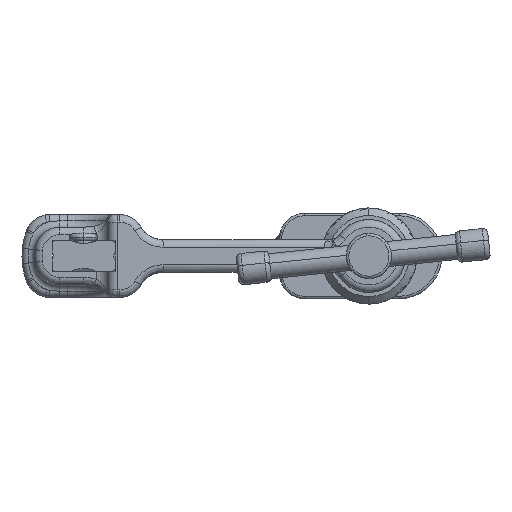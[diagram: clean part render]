
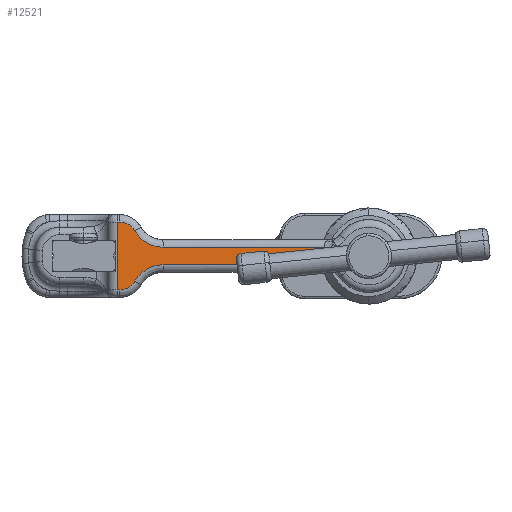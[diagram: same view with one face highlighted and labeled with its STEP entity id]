
A CAD part, front view. The second image highlights one B-rep face of the part: STEP entity #12521.
In plain terms, the highlighted planar face has unit normal (0.044, -0.999, 0).
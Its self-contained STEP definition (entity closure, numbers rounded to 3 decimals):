
#459 = VERTEX_POINT ( 'NONE', #15319 ) ;
#652 = VERTEX_POINT ( 'NONE', #22430 ) ;
#763 = VERTEX_POINT ( 'NONE', #9458 ) ;
#1099 = CARTESIAN_POINT ( 'NONE',  ( 95.472, -20.725, -3.5 ) ) ;
#1387 = CARTESIAN_POINT ( 'NONE',  ( 22.754, -23.956, 5.879 ) ) ;
#1915 = CARTESIAN_POINT ( 'NONE',  ( 14.313, -24.331, 13.5 ) ) ;
#2343 = AXIS2_PLACEMENT_3D ( 'NONE', #18360, #11853, #11677 ) ;
#2698 = VERTEX_POINT ( 'NONE', #7258 ) ;
#3024 = FACE_OUTER_BOUND ( 'NONE', #12666, .T. ) ;
#3179 = CARTESIAN_POINT ( 'NONE',  ( 95.037, -20.744, 0. ) ) ;
#3607 = CARTESIAN_POINT ( 'NONE',  ( 14.313, -24.331, -13.5 ) ) ;
#3662 = ORIENTED_EDGE ( 'NONE', *, *, #24516, .T. ) ;
#4115 = CARTESIAN_POINT ( 'NONE',  ( 20.375, -24.061, -10. ) ) ;
#4429 = ORIENTED_EDGE ( 'NONE', *, *, #10236, .T. ) ;
#4736 = ORIENTED_EDGE ( 'NONE', *, *, #17077, .T. ) ;
#6457 = VECTOR ( 'NONE', #9161, 1000. ) ;
#6830 = VERTEX_POINT ( 'NONE', #20911 ) ;
#6918 = CARTESIAN_POINT ( 'NONE',  ( 22.754, -23.956, -5.879 ) ) ;
#7258 = CARTESIAN_POINT ( 'NONE',  ( 31.633, -23.561, -3.5 ) ) ;
#7334 = PLANE ( 'NONE',  #2343 ) ;
#8146 = CARTESIAN_POINT ( 'NONE',  ( 19.094, -24.118, 12.219 ) ) ;
#8467 =( BOUNDED_CURVE ( )  B_SPLINE_CURVE ( 3, ( #27145, #23216, #1387, #22931 ),
 .UNSPECIFIED., .F., .F. ) 
 B_SPLINE_CURVE_WITH_KNOTS ( ( 4, 4 ),
 ( 1.571, 2.618 ),
 .UNSPECIFIED. ) 
 CURVE ( )  GEOMETRIC_REPRESENTATION_ITEM ( )  RATIONAL_B_SPLINE_CURVE ( ( 1., 0.911, 0.911, 1. ) ) 
 REPRESENTATION_ITEM ( '' )  );
#9058 = EDGE_CURVE ( 'NONE', #21609, #12426, #11760, .T. ) ;
#9124 = VERTEX_POINT ( 'NONE', #23437 ) ;
#9161 = DIRECTION ( 'NONE',  ( 0., 0., -1. ) ) ;
#9458 = CARTESIAN_POINT ( 'NONE',  ( 20.375, -24.061, 10. ) ) ;
#9905 = CARTESIAN_POINT ( 'NONE',  ( 19.094, -24.118, -12.219 ) ) ;
#10236 = EDGE_CURVE ( 'NONE', #9124, #15480, #23622, .T. ) ;
#10488 = CARTESIAN_POINT ( 'NONE',  ( 16.875, -24.217, 13.5 ) ) ;
#10577 = DIRECTION ( 'NONE',  ( 0.999, 0.044, 0. ) ) ;
#10578 = ORIENTED_EDGE ( 'NONE', *, *, #9058, .T. ) ;
#11580 =( BOUNDED_CURVE ( )  B_SPLINE_CURVE ( 3, ( #4115, #6918, #18030, #20270 ),
 .UNSPECIFIED., .F., .F. ) 
 B_SPLINE_CURVE_WITH_KNOTS ( ( 4, 4 ),
 ( 3.665, 4.712 ),
 .UNSPECIFIED. ) 
 CURVE ( )  GEOMETRIC_REPRESENTATION_ITEM ( )  RATIONAL_B_SPLINE_CURVE ( ( 1., 0.911, 0.911, 1. ) ) 
 REPRESENTATION_ITEM ( '' )  );
#11581 = EDGE_CURVE ( 'NONE', #6830, #9124, #13844, .T. ) ;
#11648 = VECTOR ( 'NONE', #10577, 1000. ) ;
#11677 = DIRECTION ( 'NONE',  ( -0.999, -0.044, 0. ) ) ;
#11679 = DIRECTION ( 'NONE',  ( 0.999, 0.044, 0. ) ) ;
#11760 =( BOUNDED_CURVE ( )  B_SPLINE_CURVE ( 3, ( #3607, #18566, #9905, #18670 ),
 .UNSPECIFIED., .F., .F. ) 
 B_SPLINE_CURVE_WITH_KNOTS ( ( 4, 4 ),
 ( 4.712, 5.76 ),
 .UNSPECIFIED. ) 
 CURVE ( )  GEOMETRIC_REPRESENTATION_ITEM ( )  RATIONAL_B_SPLINE_CURVE ( ( 1., 0.911, 0.911, 1. ) ) 
 REPRESENTATION_ITEM ( '' )  );
#11853 = DIRECTION ( 'NONE',  ( -0.044, 0.999, 0. ) ) ;
#12422 = B_SPLINE_CURVE_WITH_KNOTS ( 'NONE', 3,
 ( #1099, #24500, #3179, #18146, #22639 ),
 .UNSPECIFIED., .F., .F.,
 ( 4, 1, 4 ),
 ( 0., 0.004, 0.007 ),
 .UNSPECIFIED. ) ;
#12426 = VERTEX_POINT ( 'NONE', #18078 ) ;
#12521 = ADVANCED_FACE ( 'NONE', ( #3024 ), #7334, .F. ) ;
#12666 = EDGE_LOOP ( 'NONE', ( #24243, #21033, #4736, #3662, #26915, #24343, #4429, #13556, #10578, #22805 ) ) ;
#12942 = CARTESIAN_POINT ( 'NONE',  ( 95.472, -20.725, -3.5 ) ) ;
#13341 = DIRECTION ( 'NONE',  ( -0.999, -0.044, 0. ) ) ;
#13556 = ORIENTED_EDGE ( 'NONE', *, *, #21128, .T. ) ;
#13844 = LINE ( 'NONE', #26358, #27272 ) ;
#14368 = CARTESIAN_POINT ( 'NONE',  ( 20.375, -24.061, 10. ) ) ;
#14407 = VECTOR ( 'NONE', #16708, 1000. ) ;
#14410 = EDGE_CURVE ( 'NONE', #12426, #2698, #11580, .T. ) ;
#14827 = VERTEX_POINT ( 'NONE', #12942 ) ;
#15319 = CARTESIAN_POINT ( 'NONE',  ( 31.633, -23.561, 3.5 ) ) ;
#15480 = VERTEX_POINT ( 'NONE', #23481 ) ;
#16708 = DIRECTION ( 'NONE',  ( -0.999, -0.044, 0. ) ) ;
#17077 = EDGE_CURVE ( 'NONE', #652, #459, #23473, .T. ) ;
#18030 = CARTESIAN_POINT ( 'NONE',  ( 26.875, -23.773, -3.5 ) ) ;
#18078 = CARTESIAN_POINT ( 'NONE',  ( 20.375, -24.061, -10. ) ) ;
#18146 = CARTESIAN_POINT ( 'NONE',  ( 95.252, -20.735, 2.333 ) ) ;
#18215 = CARTESIAN_POINT ( 'NONE',  ( 31.5, -23.567, 3.5 ) ) ;
#18360 = CARTESIAN_POINT ( 'NONE',  ( 10.5, -24.5, -16.5 ) ) ;
#18566 = CARTESIAN_POINT ( 'NONE',  ( 16.875, -24.217, -13.5 ) ) ;
#18670 = CARTESIAN_POINT ( 'NONE',  ( 20.375, -24.061, -10. ) ) ;
#20048 = LINE ( 'NONE', #25682, #11648 ) ;
#20270 = CARTESIAN_POINT ( 'NONE',  ( 31.633, -23.561, -3.5 ) ) ;
#20639 = EDGE_CURVE ( 'NONE', #2698, #14827, #20048, .T. ) ;
#20911 = CARTESIAN_POINT ( 'NONE',  ( 14.313, -24.331, 13.5 ) ) ;
#21033 = ORIENTED_EDGE ( 'NONE', *, *, #27091, .T. ) ;
#21128 = EDGE_CURVE ( 'NONE', #15480, #21609, #23062, .T. ) ;
#21524 =( BOUNDED_CURVE ( )  B_SPLINE_CURVE ( 3, ( #14368, #8146, #10488, #1915 ),
 .UNSPECIFIED., .F., .F. ) 
 B_SPLINE_CURVE_WITH_KNOTS ( ( 4, 4 ),
 ( 0.524, 1.571 ),
 .UNSPECIFIED. ) 
 CURVE ( )  GEOMETRIC_REPRESENTATION_ITEM ( )  RATIONAL_B_SPLINE_CURVE ( ( 1., 0.911, 0.911, 1. ) ) 
 REPRESENTATION_ITEM ( '' )  );
#21609 = VERTEX_POINT ( 'NONE', #26768 ) ;
#22430 = CARTESIAN_POINT ( 'NONE',  ( 95.472, -20.725, 3.5 ) ) ;
#22457 = CARTESIAN_POINT ( 'NONE',  ( 14.179, -24.337, -13.5 ) ) ;
#22639 = CARTESIAN_POINT ( 'NONE',  ( 95.472, -20.725, 3.5 ) ) ;
#22805 = ORIENTED_EDGE ( 'NONE', *, *, #14410, .T. ) ;
#22931 = CARTESIAN_POINT ( 'NONE',  ( 20.375, -24.061, 10. ) ) ;
#23062 = LINE ( 'NONE', #22457, #24705 ) ;
#23216 = CARTESIAN_POINT ( 'NONE',  ( 26.875, -23.773, 3.5 ) ) ;
#23437 = CARTESIAN_POINT ( 'NONE',  ( 13.446, -24.369, 13.5 ) ) ;
#23473 = LINE ( 'NONE', #18215, #14407 ) ;
#23481 = CARTESIAN_POINT ( 'NONE',  ( 13.446, -24.369, -13.5 ) ) ;
#23622 = LINE ( 'NONE', #24765, #6457 ) ;
#24243 = ORIENTED_EDGE ( 'NONE', *, *, #20639, .T. ) ;
#24343 = ORIENTED_EDGE ( 'NONE', *, *, #11581, .T. ) ;
#24500 = CARTESIAN_POINT ( 'NONE',  ( 95.252, -20.735, -2.333 ) ) ;
#24516 = EDGE_CURVE ( 'NONE', #459, #763, #8467, .T. ) ;
#24705 = VECTOR ( 'NONE', #11679, 1000. ) ;
#24765 = CARTESIAN_POINT ( 'NONE',  ( 13.446, -24.369, -16.5 ) ) ;
#25682 = CARTESIAN_POINT ( 'NONE',  ( 100.539, -20.5, -3.5 ) ) ;
#26358 = CARTESIAN_POINT ( 'NONE',  ( 13.446, -24.369, 13.5 ) ) ;
#26499 = EDGE_CURVE ( 'NONE', #763, #6830, #21524, .T. ) ;
#26768 = CARTESIAN_POINT ( 'NONE',  ( 14.313, -24.331, -13.5 ) ) ;
#26915 = ORIENTED_EDGE ( 'NONE', *, *, #26499, .T. ) ;
#27091 = EDGE_CURVE ( 'NONE', #14827, #652, #12422, .T. ) ;
#27145 = CARTESIAN_POINT ( 'NONE',  ( 31.633, -23.561, 3.5 ) ) ;
#27272 = VECTOR ( 'NONE', #13341, 1000. ) ;
